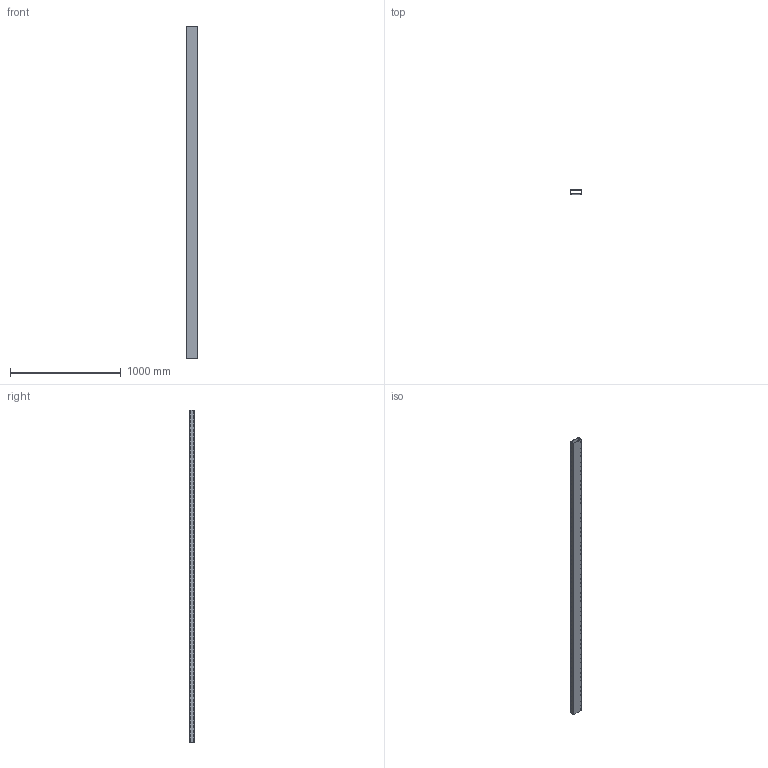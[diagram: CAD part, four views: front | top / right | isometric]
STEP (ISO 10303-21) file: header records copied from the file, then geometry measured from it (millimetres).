
FILE_DESCRIPTION (( 'STEP AP203' ), '1' );
FILE_NAME ('1374-14.step', '2015-09-17T14:42:30', ( '' ), ( '' ), 'SwSTEP 2.0', 'SolidWorks 2015', '' );
FILE_SCHEMA (( 'CONFIG_CONTROL_DESIGN' ));
Length unit declared in the file: millimetre
Products named in the file (1): 1374-14
Bounding box: 100 x 40 x 3000 mm (x, y, z)
Volume: 2379597.7 mm3; surface area: 1590414.1 mm2
Topology: 1 solids, 1 shells, 797 faces, 2921 edges, 1546 vertices
Faces by surface type: torus 600, plane 135, bspline 62
Entity records: 43551 total; most frequent: CARTESIAN_POINT 23406, ORIENTED_EDGE 4642, DIRECTION 3669, EDGE_CURVE 2321, VERTEX_POINT 1546, AXIS2_PLACEMENT_3D 1336, VECTOR 997, LINE 997
